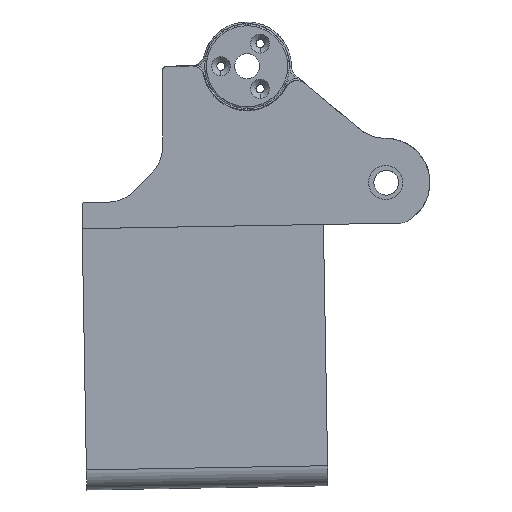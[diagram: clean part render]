
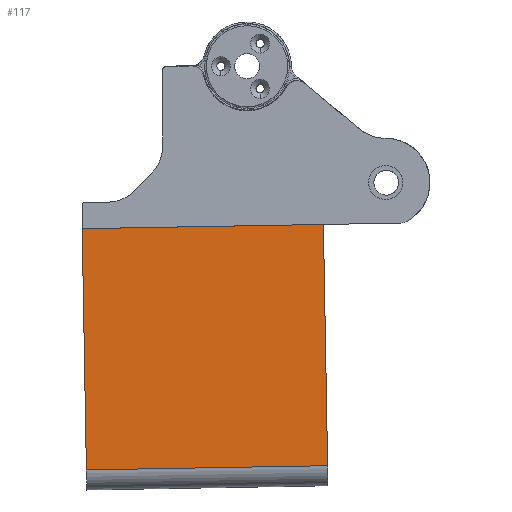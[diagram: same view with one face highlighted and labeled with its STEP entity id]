
A CAD part, left-side view. The second image highlights one B-rep face of the part: STEP entity #117.
In plain terms, the highlighted planar face has unit normal (-1, 0, 0).
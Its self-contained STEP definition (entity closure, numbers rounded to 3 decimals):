
#21 = EDGE_CURVE('',#22,#24,#26,.T.);
#22 = VERTEX_POINT('',#23);
#23 = CARTESIAN_POINT('',(-17.638,41.5,-11.426));
#24 = VERTEX_POINT('',#25);
#25 = CARTESIAN_POINT('',(-17.638,40.453,-71.417));
#26 = LINE('',#27,#28);
#27 = CARTESIAN_POINT('',(-17.638,41.5,-11.426));
#28 = VECTOR('',#29,1.);
#29 = DIRECTION('',(0.,-0.017,-1.));
#117 = ADVANCED_FACE('',(#118),#143,.F.);
#118 = FACE_BOUND('',#119,.F.);
#119 = EDGE_LOOP('',(#120,#130,#136,#137));
#120 = ORIENTED_EDGE('',*,*,#121,.T.);
#121 = EDGE_CURVE('',#122,#124,#126,.T.);
#122 = VERTEX_POINT('',#123);
#123 = CARTESIAN_POINT('',(-17.638,-18.491,-10.379));
#124 = VERTEX_POINT('',#125);
#125 = CARTESIAN_POINT('',(-17.638,-19.538,-70.369));
#126 = LINE('',#127,#128);
#127 = CARTESIAN_POINT('',(-17.638,-18.491,-10.379));
#128 = VECTOR('',#129,1.);
#129 = DIRECTION('',(0.,-0.017,-1.));
#130 = ORIENTED_EDGE('',*,*,#131,.T.);
#131 = EDGE_CURVE('',#124,#24,#132,.T.);
#132 = LINE('',#133,#134);
#133 = CARTESIAN_POINT('',(-17.638,-19.538,-70.369));
#134 = VECTOR('',#135,1.);
#135 = DIRECTION('',(0.,1.,-0.017));
#136 = ORIENTED_EDGE('',*,*,#21,.F.);
#137 = ORIENTED_EDGE('',*,*,#138,.F.);
#138 = EDGE_CURVE('',#122,#22,#139,.T.);
#139 = LINE('',#140,#141);
#140 = CARTESIAN_POINT('',(-17.638,-18.491,-10.379));
#141 = VECTOR('',#142,1.);
#142 = DIRECTION('',(0.,1.,-0.017));
#143 = PLANE('',#144);
#144 = AXIS2_PLACEMENT_3D('',#145,#146,#147);
#145 = CARTESIAN_POINT('',(-17.638,-18.491,-10.379));
#146 = DIRECTION('',(1.,0.,0.));
#147 = DIRECTION('',(0.,1.,-0.017));
